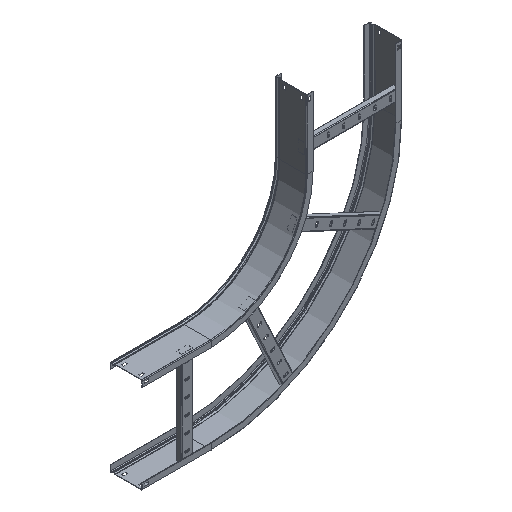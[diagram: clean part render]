
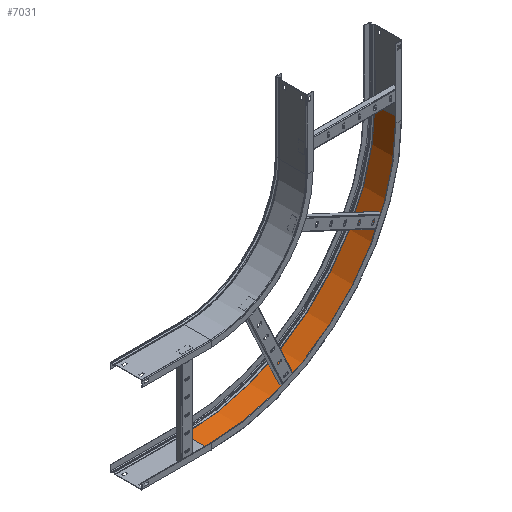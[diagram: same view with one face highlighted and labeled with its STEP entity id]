
A CAD part, isometric view. The second image highlights one B-rep face of the part: STEP entity #7031.
In plain terms, the highlighted cylindrical face has radius 598.8 mm (diameter 1197.6 mm), a partial arc.
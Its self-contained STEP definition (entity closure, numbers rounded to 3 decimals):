
#72 = DIRECTION ( 'NONE',  ( 0., 1., 0. ) ) ;
#336 = EDGE_LOOP ( 'NONE', ( #4611, #6542, #986, #4487 ) ) ;
#540 = DIRECTION ( 'NONE',  ( 0., 0., 1. ) ) ;
#912 = VERTEX_POINT ( 'NONE', #1466 ) ;
#986 = ORIENTED_EDGE ( 'NONE', *, *, #3457, .F. ) ;
#1021 = DIRECTION ( 'NONE',  ( 0., 0., 1. ) ) ;
#1056 = CIRCLE ( 'NONE', #7092, 598.8 ) ;
#1211 = AXIS2_PLACEMENT_3D ( 'NONE', #7332, #3475, #1597 ) ;
#1326 = LINE ( 'NONE', #2699, #4708 ) ;
#1466 = CARTESIAN_POINT ( 'NONE',  ( 598.8, 2.2, 0. ) ) ;
#1597 = DIRECTION ( 'NONE',  ( 0., 0., 1. ) ) ;
#1833 = CIRCLE ( 'NONE', #1211, 598.8 ) ;
#2207 = VECTOR ( 'NONE', #72, 1000. ) ;
#2448 = AXIS2_PLACEMENT_3D ( 'NONE', #3647, #2897, #1021 ) ;
#2459 = VERTEX_POINT ( 'NONE', #7301 ) ;
#2542 = CARTESIAN_POINT ( 'NONE',  ( 0., 2.2, -598.8 ) ) ;
#2698 = CARTESIAN_POINT ( 'NONE',  ( 598.8, 0., 0. ) ) ;
#2699 = CARTESIAN_POINT ( 'NONE',  ( 0., 2.2, -598.8 ) ) ;
#2897 = DIRECTION ( 'NONE',  ( 0., 1., 0. ) ) ;
#2968 = EDGE_CURVE ( 'NONE', #6199, #2459, #1056, .T. ) ;
#3457 = EDGE_CURVE ( 'NONE', #912, #6650, #1833, .T. ) ;
#3475 = DIRECTION ( 'NONE',  ( 0., 1., 0. ) ) ;
#3481 = FACE_OUTER_BOUND ( 'NONE', #336, .T. ) ;
#3489 = LINE ( 'NONE', #2698, #2207 ) ;
#3647 = CARTESIAN_POINT ( 'NONE',  ( 0., 0., 0. ) ) ;
#3748 = CARTESIAN_POINT ( 'NONE',  ( 0., 84.026, 0. ) ) ;
#4018 = DIRECTION ( 'NONE',  ( 0., 1., 0. ) ) ;
#4369 = EDGE_CURVE ( 'NONE', #6650, #2459, #1326, .T. ) ;
#4487 = ORIENTED_EDGE ( 'NONE', *, *, #6823, .T. ) ;
#4565 = CARTESIAN_POINT ( 'NONE',  ( 598.8, 84.026, 0. ) ) ;
#4611 = ORIENTED_EDGE ( 'NONE', *, *, #2968, .T. ) ;
#4708 = VECTOR ( 'NONE', #4018, 1000. ) ;
#6199 = VERTEX_POINT ( 'NONE', #4565 ) ;
#6542 = ORIENTED_EDGE ( 'NONE', *, *, #4369, .F. ) ;
#6650 = VERTEX_POINT ( 'NONE', #2542 ) ;
#6823 = EDGE_CURVE ( 'NONE', #912, #6199, #3489, .T. ) ;
#6959 = DIRECTION ( 'NONE',  ( 0., 1., 0. ) ) ;
#7031 = ADVANCED_FACE ( 'NONE', ( #3481 ), #7721, .F. ) ;
#7092 = AXIS2_PLACEMENT_3D ( 'NONE', #3748, #6959, #540 ) ;
#7301 = CARTESIAN_POINT ( 'NONE',  ( 0., 84.026, -598.8 ) ) ;
#7332 = CARTESIAN_POINT ( 'NONE',  ( 0., 2.2, 0. ) ) ;
#7721 = CYLINDRICAL_SURFACE ( 'NONE', #2448, 598.8 ) ;
